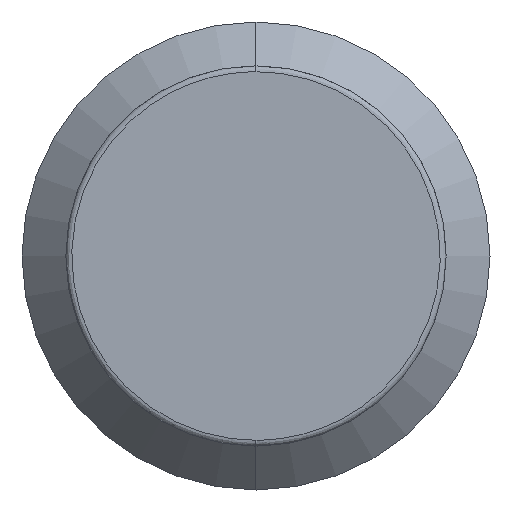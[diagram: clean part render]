
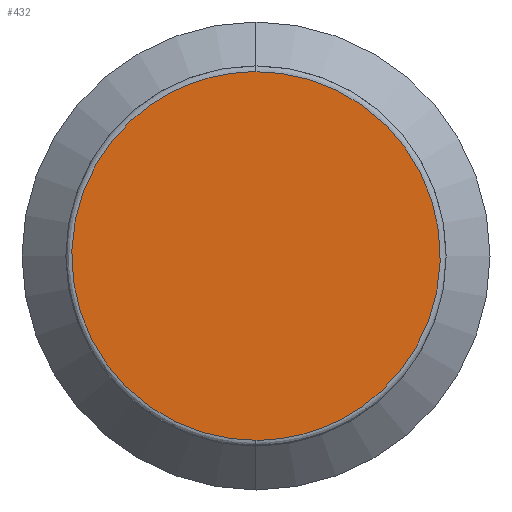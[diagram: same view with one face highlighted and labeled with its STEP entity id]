
A CAD part, left-side view. The second image highlights one B-rep face of the part: STEP entity #432.
In plain terms, the highlighted planar face has unit normal (-1, 0, 0).
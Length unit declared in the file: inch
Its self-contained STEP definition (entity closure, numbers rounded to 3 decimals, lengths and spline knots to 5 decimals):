
#77 = CARTESIAN_POINT ( 'NONE',  ( -0.01181, 0., 0. ) ) ;
#126 = CARTESIAN_POINT ( 'NONE',  ( -0.01181, 0., 0.12402 ) ) ;
#198 = CARTESIAN_POINT ( 'NONE',  ( -0.01181, 0., -0.12402 ) ) ;
#348 = DIRECTION ( 'NONE',  ( 0., 0., 1. ) ) ;
#380 = EDGE_LOOP ( 'NONE', ( #1244, #2573 ) ) ;
#432 = ADVANCED_FACE ( 'NONE', ( #1924 ), #1772, .T. ) ;
#460 = CARTESIAN_POINT ( 'NONE',  ( -0.01181, -0.24803, 0.12402 ) ) ;
#578 = VERTEX_POINT ( 'NONE', #835 ) ;
#835 = CARTESIAN_POINT ( 'NONE',  ( -0.01181, 0., -0.12402 ) ) ;
#1015 = DIRECTION ( 'NONE',  ( -1., 0., 0. ) ) ;
#1155 = EDGE_CURVE ( 'NONE', #578, #2838, #2247, .T. ) ;
#1244 = ORIENTED_EDGE ( 'NONE', *, *, #2483, .F. ) ;
#1636 = CARTESIAN_POINT ( 'NONE',  ( -0.01181, 0.24803, -0.12402 ) ) ;
#1772 = PLANE ( 'NONE',  #2960 ) ;
#1924 = FACE_OUTER_BOUND ( 'NONE', #380, .T. ) ;
#1974 =( BOUNDED_CURVE ( )  B_SPLINE_CURVE ( 3, ( #2581, #460, #3051, #2340 ),
 .UNSPECIFIED., .F., .F. ) 
 B_SPLINE_CURVE_WITH_KNOTS ( ( 4, 4 ),
 ( 0., 0.5 ),
 .UNSPECIFIED. ) 
 CURVE ( )  GEOMETRIC_REPRESENTATION_ITEM ( )  RATIONAL_B_SPLINE_CURVE ( ( 1., 0.333, 0.333, 1. ) ) 
 REPRESENTATION_ITEM ( '' )  );
#2247 =( BOUNDED_CURVE ( )  B_SPLINE_CURVE ( 3, ( #198, #1636, #2330, #2890 ),
 .UNSPECIFIED., .F., .F. ) 
 B_SPLINE_CURVE_WITH_KNOTS ( ( 4, 4 ),
 ( 0.5, 1. ),
 .UNSPECIFIED. ) 
 CURVE ( )  GEOMETRIC_REPRESENTATION_ITEM ( )  RATIONAL_B_SPLINE_CURVE ( ( 1., 0.333, 0.333, 1. ) ) 
 REPRESENTATION_ITEM ( '' )  );
#2330 = CARTESIAN_POINT ( 'NONE',  ( -0.01181, 0.24803, 0.12402 ) ) ;
#2340 = CARTESIAN_POINT ( 'NONE',  ( -0.01181, 0., -0.12402 ) ) ;
#2483 = EDGE_CURVE ( 'NONE', #2838, #578, #1974, .T. ) ;
#2573 = ORIENTED_EDGE ( 'NONE', *, *, #1155, .F. ) ;
#2581 = CARTESIAN_POINT ( 'NONE',  ( -0.01181, 0., 0.12402 ) ) ;
#2838 = VERTEX_POINT ( 'NONE', #126 ) ;
#2890 = CARTESIAN_POINT ( 'NONE',  ( -0.01181, 0., 0.12402 ) ) ;
#2960 = AXIS2_PLACEMENT_3D ( 'NONE', #77, #1015, #348 ) ;
#3051 = CARTESIAN_POINT ( 'NONE',  ( -0.01181, -0.24803, -0.12402 ) ) ;
